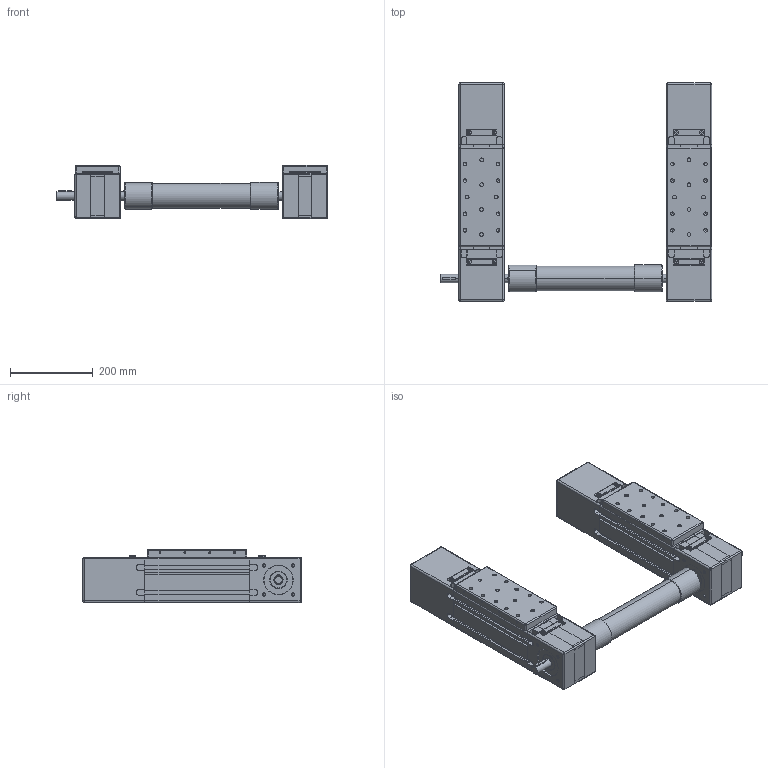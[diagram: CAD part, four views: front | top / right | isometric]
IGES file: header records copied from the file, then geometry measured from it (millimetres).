
Global section: file name: No Iges File Name specified; native system: Autodesk Inventor 2011; preprocessor: AutoDesk Inventor Iges Exporter R2011; author: Matej; date: 20110523.110147; units: millimetre
Bounding box: 655 x 527 x 129 mm (x, y, z)
Volume: 13196412.9 mm3; surface area: 1318503 mm2
Topology: 11 solids, 43 shells, 2562 faces, 6874 edges, 4185 vertices
Faces by surface type: plane 1054, revolution 530, bspline 394, cylinder 382, sphere 96, cone 74, torus 32
